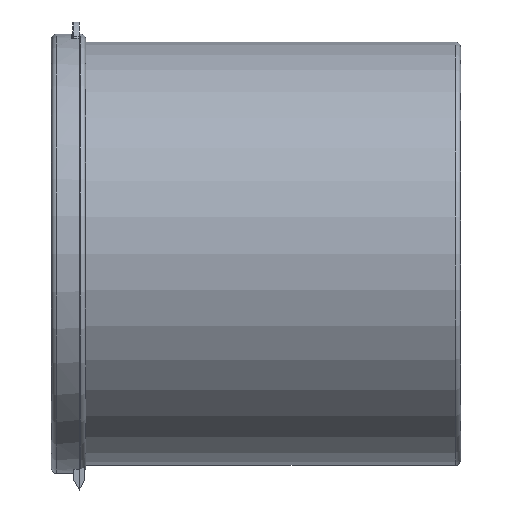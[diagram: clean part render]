
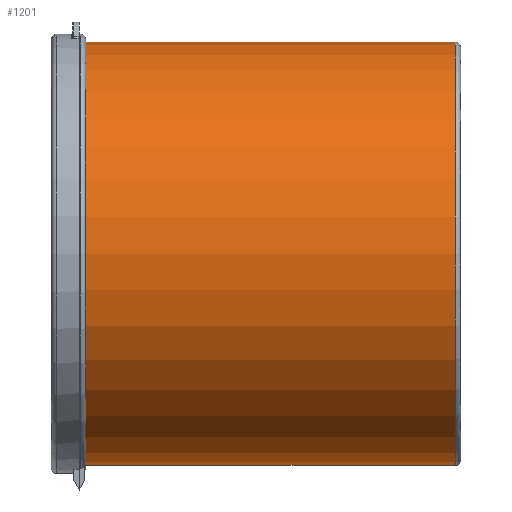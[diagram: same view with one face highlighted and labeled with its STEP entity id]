
A CAD part, left-side view. The second image highlights one B-rep face of the part: STEP entity #1201.
In plain terms, the highlighted cylindrical face has radius 39.5 mm (diameter 79 mm), a partial arc.
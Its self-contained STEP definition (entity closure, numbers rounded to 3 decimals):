
#10 = AXIS2_PLACEMENT_3D ( 'NONE', #1470, #582, #601 ) ;
#143 = CARTESIAN_POINT ( 'NONE',  ( 0., 70., -39.5 ) ) ;
#251 = DIRECTION ( 'NONE',  ( 0., -1., 0. ) ) ;
#291 = DIRECTION ( 'NONE',  ( 0., 1., 0. ) ) ;
#449 = DIRECTION ( 'NONE',  ( 0., -1., 0. ) ) ;
#490 = FACE_OUTER_BOUND ( 'NONE', #873, .T. ) ;
#547 = CARTESIAN_POINT ( 'NONE',  ( 0., 70., 39.5 ) ) ;
#551 = AXIS2_PLACEMENT_3D ( 'NONE', #627, #938, #1688 ) ;
#581 = ORIENTED_EDGE ( 'NONE', *, *, #690, .F. ) ;
#582 = DIRECTION ( 'NONE',  ( 0., 1., 0. ) ) ;
#601 = DIRECTION ( 'NONE',  ( 0., 0., 1. ) ) ;
#604 = CARTESIAN_POINT ( 'NONE',  ( 0., 1., 39.5 ) ) ;
#627 = CARTESIAN_POINT ( 'NONE',  ( 0., 70., 0. ) ) ;
#690 = EDGE_CURVE ( 'NONE', #996, #1084, #1324, .T. ) ;
#828 = CIRCLE ( 'NONE', #10, 39.5 ) ;
#852 = EDGE_CURVE ( 'NONE', #1706, #1084, #1108, .T. ) ;
#873 = EDGE_LOOP ( 'NONE', ( #581, #1839, #876, #1479 ) ) ;
#876 = ORIENTED_EDGE ( 'NONE', *, *, #1549, .T. ) ;
#915 = LINE ( 'NONE', #1637, #1660 ) ;
#938 = DIRECTION ( 'NONE',  ( 0., -1., 0. ) ) ;
#961 = VERTEX_POINT ( 'NONE', #143 ) ;
#996 = VERTEX_POINT ( 'NONE', #1315 ) ;
#1084 = VERTEX_POINT ( 'NONE', #604 ) ;
#1098 = CYLINDRICAL_SURFACE ( 'NONE', #551, 39.5 ) ;
#1108 = CIRCLE ( 'NONE', #1661, 39.5 ) ;
#1155 = DIRECTION ( 'NONE',  ( 0., 0., 1. ) ) ;
#1201 = ADVANCED_FACE ( 'NONE', ( #490 ), #1098, .T. ) ;
#1302 = CARTESIAN_POINT ( 'NONE',  ( 0., 1., 0. ) ) ;
#1315 = CARTESIAN_POINT ( 'NONE',  ( 0., 70., 39.5 ) ) ;
#1324 = LINE ( 'NONE', #547, #1572 ) ;
#1405 = CARTESIAN_POINT ( 'NONE',  ( 0., 1., -39.5 ) ) ;
#1470 = CARTESIAN_POINT ( 'NONE',  ( 0., 70., 0. ) ) ;
#1479 = ORIENTED_EDGE ( 'NONE', *, *, #852, .T. ) ;
#1549 = EDGE_CURVE ( 'NONE', #961, #1706, #915, .T. ) ;
#1568 = EDGE_CURVE ( 'NONE', #961, #996, #828, .T. ) ;
#1572 = VECTOR ( 'NONE', #251, 1000. ) ;
#1637 = CARTESIAN_POINT ( 'NONE',  ( 0., 70., -39.5 ) ) ;
#1660 = VECTOR ( 'NONE', #449, 1000. ) ;
#1661 = AXIS2_PLACEMENT_3D ( 'NONE', #1302, #291, #1155 ) ;
#1688 = DIRECTION ( 'NONE',  ( 0., 0., -1. ) ) ;
#1706 = VERTEX_POINT ( 'NONE', #1405 ) ;
#1839 = ORIENTED_EDGE ( 'NONE', *, *, #1568, .F. ) ;
